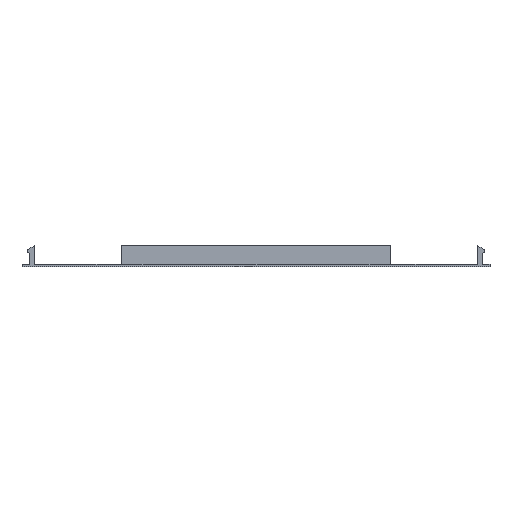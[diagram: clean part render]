
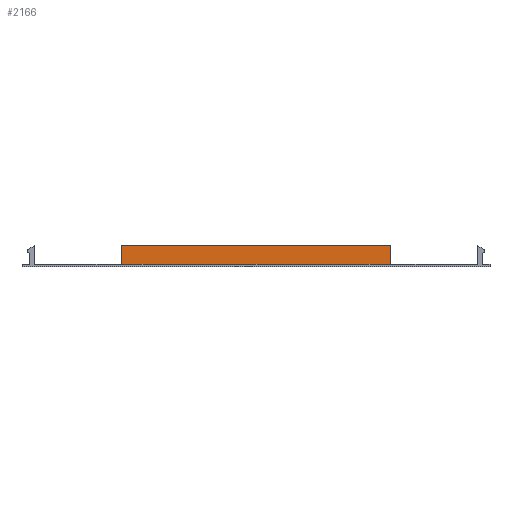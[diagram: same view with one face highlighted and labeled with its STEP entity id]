
A CAD part, left-side view. The second image highlights one B-rep face of the part: STEP entity #2166.
In plain terms, the highlighted planar face has unit normal (-1, 0, 0).
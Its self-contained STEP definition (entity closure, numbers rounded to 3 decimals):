
#249=FACE_OUTER_BOUND('',#398,.T.);
#398=EDGE_LOOP('',(#1501,#1502,#1503,#1504));
#593=LINE('',#3326,#778);
#599=LINE('',#3342,#784);
#601=LINE('',#3349,#786);
#609=LINE('',#3366,#794);
#778=VECTOR('',#2600,10.);
#784=VECTOR('',#2614,10.);
#786=VECTOR('',#2622,10.);
#794=VECTOR('',#2640,10.);
#961=VERTEX_POINT('',#3320);
#963=VERTEX_POINT('',#3324);
#969=VERTEX_POINT('',#3340);
#971=VERTEX_POINT('',#3348);
#1165=EDGE_CURVE('',#963,#961,#593,.T.);
#1173=EDGE_CURVE('',#969,#963,#599,.T.);
#1176=EDGE_CURVE('',#971,#961,#601,.T.);
#1185=EDGE_CURVE('',#971,#969,#609,.T.);
#1501=ORIENTED_EDGE('',*,*,#1185,.F.);
#1502=ORIENTED_EDGE('',*,*,#1176,.T.);
#1503=ORIENTED_EDGE('',*,*,#1165,.F.);
#1504=ORIENTED_EDGE('',*,*,#1173,.F.);
#2074=PLANE('',#2333);
#2166=ADVANCED_FACE('',(#249),#2074,.T.);
#2333=AXIS2_PLACEMENT_3D('',#3365,#2638,#2639);
#2600=DIRECTION('',(0.,-1.,0.));
#2614=DIRECTION('',(0.,0.,1.));
#2622=DIRECTION('',(0.,0.,1.));
#2638=DIRECTION('center_axis',(-1.,0.,0.));
#2639=DIRECTION('ref_axis',(0.,-1.,0.));
#2640=DIRECTION('',(0.,1.,0.));
#3320=CARTESIAN_POINT('',(47.,-204.375,11.));
#3324=CARTESIAN_POINT('',(47.,-84.375,11.));
#3326=CARTESIAN_POINT('',(47.,-144.375,11.));
#3340=CARTESIAN_POINT('',(47.,-84.375,2.5));
#3342=CARTESIAN_POINT('',(47.,-84.375,2.5));
#3348=CARTESIAN_POINT('',(47.,-204.375,2.5));
#3349=CARTESIAN_POINT('',(47.,-204.375,2.5));
#3365=CARTESIAN_POINT('Origin',(47.,-84.375,2.5));
#3366=CARTESIAN_POINT('',(47.,-114.375,2.5));
